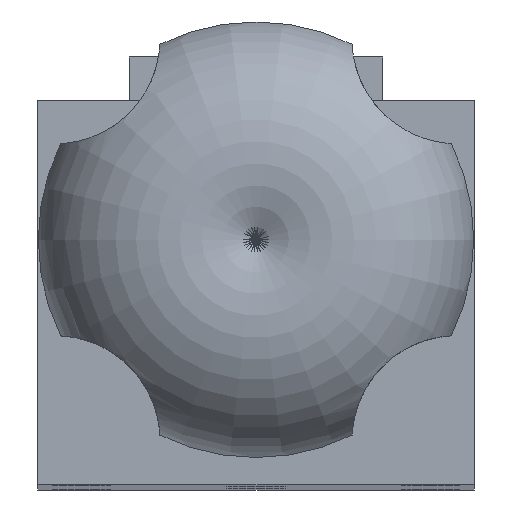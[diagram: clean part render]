
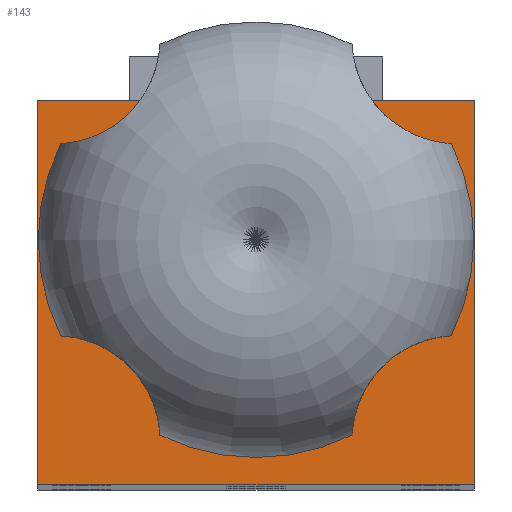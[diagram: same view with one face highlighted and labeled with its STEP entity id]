
A CAD part, top view. The second image highlights one B-rep face of the part: STEP entity #143.
In plain terms, the highlighted planar face has unit normal (0, 0, 1).
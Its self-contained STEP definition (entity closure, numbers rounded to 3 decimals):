
#50 = EDGE_CURVE ( 'NONE', #832, #2239, #1257, .T. ) ;
#143 = ADVANCED_FACE ( 'NONE', ( #998, #3052 ), #2401, .T. ) ;
#275 = CARTESIAN_POINT ( 'NONE',  ( -25., 0., 175. ) ) ;
#310 = LINE ( 'NONE', #343, #3271 ) ;
#343 = CARTESIAN_POINT ( 'NONE',  ( 25., 0., 175. ) ) ;
#448 = ORIENTED_EDGE ( 'NONE', *, *, #3797, .F. ) ;
#510 = DIRECTION ( 'NONE',  ( 0., -1., 0. ) ) ;
#591 = EDGE_CURVE ( 'NONE', #1337, #832, #1499, .T. ) ;
#679 = CARTESIAN_POINT ( 'NONE',  ( -25., 44., 175. ) ) ;
#689 = DIRECTION ( 'NONE',  ( 0., 1., 0. ) ) ;
#745 = DIRECTION ( 'NONE',  ( 1., 0., 0. ) ) ;
#760 = CARTESIAN_POINT ( 'NONE',  ( 25., 44., 175. ) ) ;
#801 = DIRECTION ( 'NONE',  ( 0., 0., 1. ) ) ;
#832 = VERTEX_POINT ( 'NONE', #275 ) ;
#998 = FACE_BOUND ( 'NONE', #1580, .T. ) ;
#1011 = VECTOR ( 'NONE', #4132, 1000. ) ;
#1257 = LINE ( 'NONE', #3419, #3911 ) ;
#1337 = VERTEX_POINT ( 'NONE', #679 ) ;
#1371 = DIRECTION ( 'NONE',  ( 1., 0., 0. ) ) ;
#1384 = AXIS2_PLACEMENT_3D ( 'NONE', #2546, #801, #2194 ) ;
#1499 = LINE ( 'NONE', #2176, #2709 ) ;
#1530 = VERTEX_POINT ( 'NONE', #2900 ) ;
#1556 = ORIENTED_EDGE ( 'NONE', *, *, #1824, .T. ) ;
#1580 = EDGE_LOOP ( 'NONE', ( #448 ) ) ;
#1640 = CARTESIAN_POINT ( 'NONE',  ( 25., 0., 175. ) ) ;
#1824 = EDGE_CURVE ( 'NONE', #1530, #1337, #3479, .T. ) ;
#1840 = EDGE_LOOP ( 'NONE', ( #1556, #3929, #4238, #4113 ) ) ;
#2176 = CARTESIAN_POINT ( 'NONE',  ( -25., 44., 175. ) ) ;
#2194 = DIRECTION ( 'NONE',  ( 1., 0., 0. ) ) ;
#2227 = EDGE_CURVE ( 'NONE', #2239, #1530, #310, .T. ) ;
#2239 = VERTEX_POINT ( 'NONE', #1640 ) ;
#2401 = PLANE ( 'NONE',  #2424 ) ;
#2424 = AXIS2_PLACEMENT_3D ( 'NONE', #3791, #3704, #745 ) ;
#2546 = CARTESIAN_POINT ( 'NONE',  ( 0., 28., 175. ) ) ;
#2709 = VECTOR ( 'NONE', #510, 1000. ) ;
#2900 = CARTESIAN_POINT ( 'NONE',  ( 25., 44., 175. ) ) ;
#3052 = FACE_OUTER_BOUND ( 'NONE', #1840, .T. ) ;
#3271 = VECTOR ( 'NONE', #689, 1000. ) ;
#3277 = CARTESIAN_POINT ( 'NONE',  ( 9.5, 28., 175. ) ) ;
#3419 = CARTESIAN_POINT ( 'NONE',  ( -25., 0., 175. ) ) ;
#3479 = LINE ( 'NONE', #760, #1011 ) ;
#3704 = DIRECTION ( 'NONE',  ( 0., 0., 1. ) ) ;
#3791 = CARTESIAN_POINT ( 'NONE',  ( 0., 0., 175. ) ) ;
#3796 = VERTEX_POINT ( 'NONE', #3277 ) ;
#3797 = EDGE_CURVE ( 'NONE', #3796, #3796, #4345, .T. ) ;
#3911 = VECTOR ( 'NONE', #1371, 1000. ) ;
#3929 = ORIENTED_EDGE ( 'NONE', *, *, #591, .T. ) ;
#4113 = ORIENTED_EDGE ( 'NONE', *, *, #2227, .T. ) ;
#4132 = DIRECTION ( 'NONE',  ( -1., 0., 0. ) ) ;
#4238 = ORIENTED_EDGE ( 'NONE', *, *, #50, .T. ) ;
#4345 = CIRCLE ( 'NONE', #1384, 9.5 ) ;
